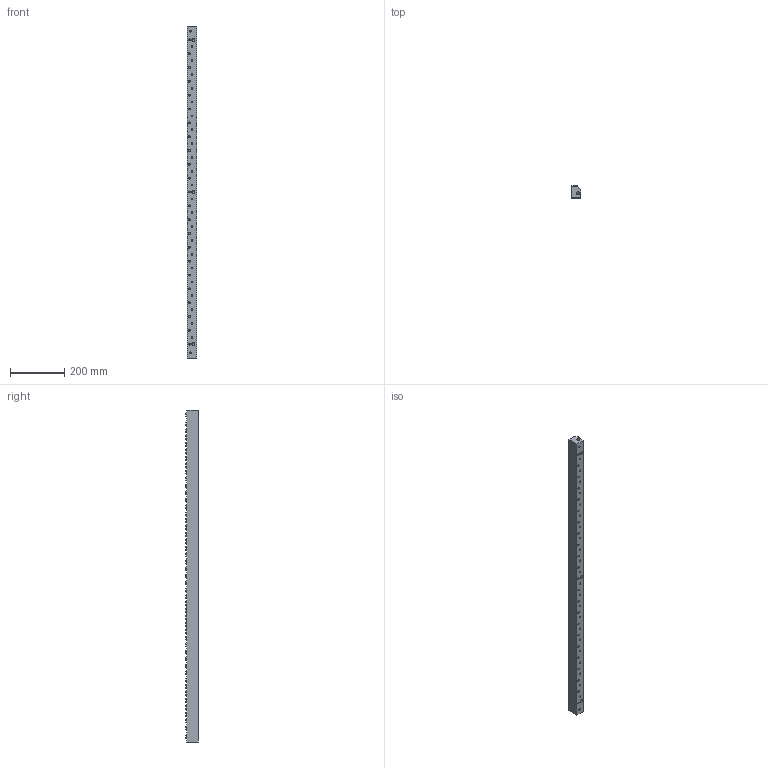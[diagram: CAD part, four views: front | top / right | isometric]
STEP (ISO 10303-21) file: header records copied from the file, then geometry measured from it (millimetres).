
FILE_DESCRIPTION((''),'2;1');
FILE_NAME('110048-PVDF.stp','2013-05-29T13:01:53',('benzil estridge'),(''),'Autodesk Inventor 2012','Autodesk Inventor 2012','');
FILE_SCHEMA(('AUTOMOTIVE_DESIGN { 1 0 10303 214 1 1 1 1 }'));
Length unit declared in the file: inch
Products named in the file (1): 110048-PVDF
Bounding box: 36.53 x 45.21 x 1219.2 mm (x, y, z)
Volume: 1610865.8 mm3; surface area: 231723.3 mm2
Topology: 1 solids, 1 shells, 444 faces, 1086 edges, 738 vertices
Faces by surface type: plane 387, cylinder 52, cone 5
Full cylindrical faces by diameter (mm): 6.35 x47, 11.113 x5
Entity records: 12205 total; most frequent: CARTESIAN_POINT 2108, DIRECTION 1971, ORIENTED_EDGE 1954, EDGE_CURVE 977, VECTOR 873, LINE 873, VERTEX_POINT 686, EDGE_LOOP 595
